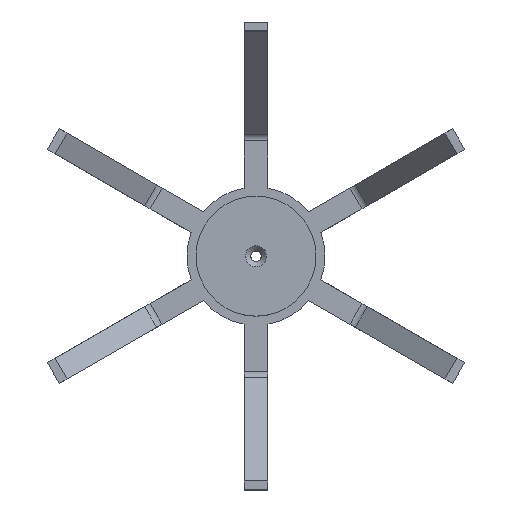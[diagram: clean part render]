
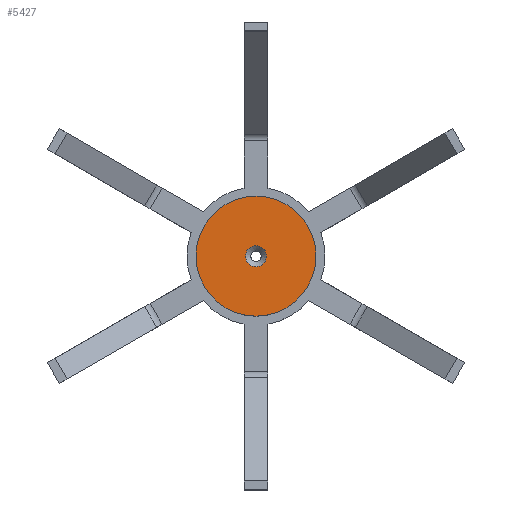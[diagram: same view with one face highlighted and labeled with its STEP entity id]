
A CAD part, top view. The second image highlights one B-rep face of the part: STEP entity #5427.
In plain terms, the highlighted planar face has unit normal (0, 0, 1).
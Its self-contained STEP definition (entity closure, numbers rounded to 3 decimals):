
#4000 = CYLINDRICAL_SURFACE('',#4001,20.);
#4001 = AXIS2_PLACEMENT_3D('',#4002,#4003,#4004);
#4002 = CARTESIAN_POINT('',(0.,0.,3.));
#4003 = DIRECTION('',(0.,0.,1.));
#4004 = DIRECTION('',(0.,1.,0.));
#5130 = VERTEX_POINT('',#5131);
#5131 = CARTESIAN_POINT('',(0.,20.,6.));
#5152 = EDGE_CURVE('',#5130,#5130,#5153,.T.);
#5153 = SURFACE_CURVE('',#5154,(#5159,#5166),.PCURVE_S1.);
#5154 = CIRCLE('',#5155,20.);
#5155 = AXIS2_PLACEMENT_3D('',#5156,#5157,#5158);
#5156 = CARTESIAN_POINT('',(0.,0.,6.));
#5157 = DIRECTION('',(0.,-0.,1.));
#5158 = DIRECTION('',(0.,1.,0.));
#5159 = PCURVE('',#4000,#5160);
#5160 = DEFINITIONAL_REPRESENTATION('',(#5161),#5165);
#5161 = LINE('',#5162,#5163);
#5162 = CARTESIAN_POINT('',(0.,3.));
#5163 = VECTOR('',#5164,1.);
#5164 = DIRECTION('',(1.,0.));
#5165 = ( GEOMETRIC_REPRESENTATION_CONTEXT(2) 
PARAMETRIC_REPRESENTATION_CONTEXT() REPRESENTATION_CONTEXT('2D SPACE',''
  ) );
#5166 = PCURVE('',#5167,#5172);
#5167 = PLANE('',#5168);
#5168 = AXIS2_PLACEMENT_3D('',#5169,#5170,#5171);
#5169 = CARTESIAN_POINT('',(0.,0.,6.));
#5170 = DIRECTION('',(0.,0.,1.));
#5171 = DIRECTION('',(0.,1.,0.));
#5172 = DEFINITIONAL_REPRESENTATION('',(#5173),#5177);
#5173 = CIRCLE('',#5174,20.);
#5174 = AXIS2_PLACEMENT_2D('',#5175,#5176);
#5175 = CARTESIAN_POINT('',(0.,0.));
#5176 = DIRECTION('',(1.,0.));
#5177 = ( GEOMETRIC_REPRESENTATION_CONTEXT(2) 
PARAMETRIC_REPRESENTATION_CONTEXT() REPRESENTATION_CONTEXT('2D SPACE',''
  ) );
#5392 = CONICAL_SURFACE('',#5393,3.5,0.785);
#5393 = AXIS2_PLACEMENT_3D('',#5394,#5395,#5396);
#5394 = CARTESIAN_POINT('',(0.,0.,6.));
#5395 = DIRECTION('',(0.,0.,1.));
#5396 = DIRECTION('',(0.,1.,-0.));
#5427 = ADVANCED_FACE('',(#5428,#5431),#5167,.T.);
#5428 = FACE_BOUND('',#5429,.T.);
#5429 = EDGE_LOOP('',(#5430));
#5430 = ORIENTED_EDGE('',*,*,#5152,.T.);
#5431 = FACE_BOUND('',#5432,.T.);
#5432 = EDGE_LOOP('',(#5433));
#5433 = ORIENTED_EDGE('',*,*,#5434,.F.);
#5434 = EDGE_CURVE('',#5435,#5435,#5437,.T.);
#5435 = VERTEX_POINT('',#5436);
#5436 = CARTESIAN_POINT('',(0.,3.5,6.));
#5437 = SURFACE_CURVE('',#5438,(#5443,#5450),.PCURVE_S1.);
#5438 = CIRCLE('',#5439,3.5);
#5439 = AXIS2_PLACEMENT_3D('',#5440,#5441,#5442);
#5440 = CARTESIAN_POINT('',(0.,0.,6.));
#5441 = DIRECTION('',(0.,-0.,1.));
#5442 = DIRECTION('',(0.,1.,0.));
#5443 = PCURVE('',#5167,#5444);
#5444 = DEFINITIONAL_REPRESENTATION('',(#5445),#5449);
#5445 = CIRCLE('',#5446,3.5);
#5446 = AXIS2_PLACEMENT_2D('',#5447,#5448);
#5447 = CARTESIAN_POINT('',(0.,0.));
#5448 = DIRECTION('',(1.,0.));
#5449 = ( GEOMETRIC_REPRESENTATION_CONTEXT(2) 
PARAMETRIC_REPRESENTATION_CONTEXT() REPRESENTATION_CONTEXT('2D SPACE',''
  ) );
#5450 = PCURVE('',#5392,#5451);
#5451 = DEFINITIONAL_REPRESENTATION('',(#5452),#5456);
#5452 = LINE('',#5453,#5454);
#5453 = CARTESIAN_POINT('',(0.,-0.));
#5454 = VECTOR('',#5455,1.);
#5455 = DIRECTION('',(1.,-0.));
#5456 = ( GEOMETRIC_REPRESENTATION_CONTEXT(2) 
PARAMETRIC_REPRESENTATION_CONTEXT() REPRESENTATION_CONTEXT('2D SPACE',''
  ) );
